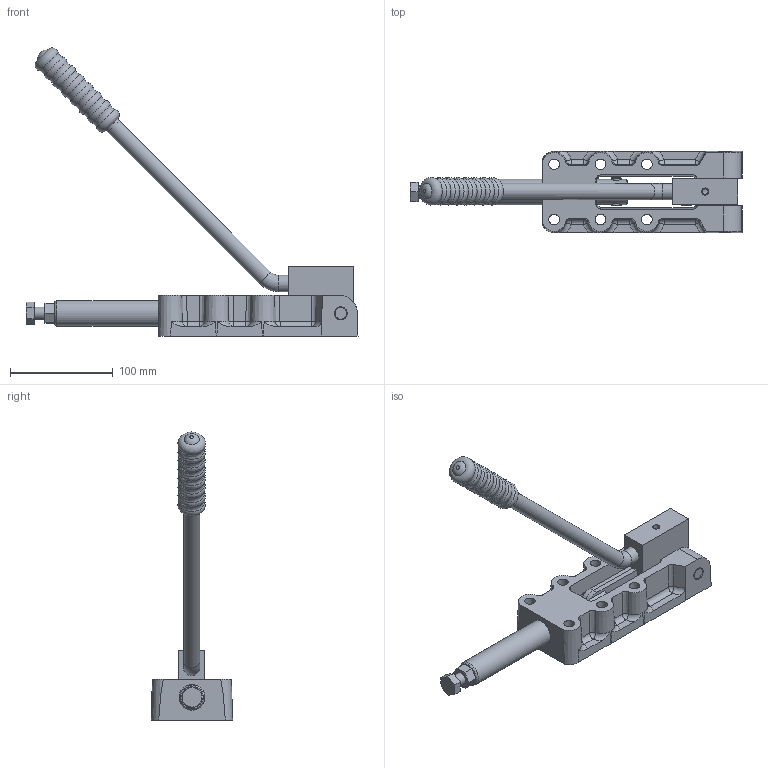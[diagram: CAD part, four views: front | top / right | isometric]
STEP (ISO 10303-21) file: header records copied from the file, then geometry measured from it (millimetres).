
FILE_DESCRIPTION(/* description */ ('Alibre Inc.'),/* implementation_level */ '2;1');
FILE_NAME(/* name */ 'export0',/* time_stamp */ '2012-02-17T12:25:44+01:00',/* author */ (''),/* organization */ (''),/* preprocessor_version */ 'ST-DEVELOPER v12',/* originating_system */ 'Alibre',/* authorisation */ '');
FILE_SCHEMA (('ALIBRE_SCHEMA','CONFIG_CONTROL_DESIGN'));
Length unit declared in the file: millimetre
Products named in the file (1): ID_1
Bounding box: 323.59 x 79.25 x 280.74 mm (x, y, z)
Volume: 593628.8 mm3; surface area: 162183.7 mm2
Topology: 17 solids, 17 shells, 234 faces, 554 edges, 341 vertices
Faces by surface type: plane 98, cylinder 65, torus 27, cone 22, sphere 12, bspline 10
Full cylindrical faces by diameter (mm): 5.5 x1, 7 x1, 9 x1, 9.3 x2, 9.525 x2, 9.55 x4, 10.32 x6, 11 x1, 12 x1, 12.67 x2, 12.7 x2, 12.8 x2, 14 x1, 14.199 x4, 14.402 x2, 15 x1, 15.875 x2, 16.002 x1, 19.05 x2, 19.3 x2, 22.22 x2, 24.55 x1, 24.97 x1, 25 x1
Entity records: 16841 total; most frequent: CARTESIAN_POINT 6776, ORIENTED_EDGE 1768, DIRECTION 1739, EDGE_CURVE 884, AXIS2_PLACEMENT_3D 841, FACE_BOUND 730, EDGE_LOOP 728, VERTEX_POINT 630
